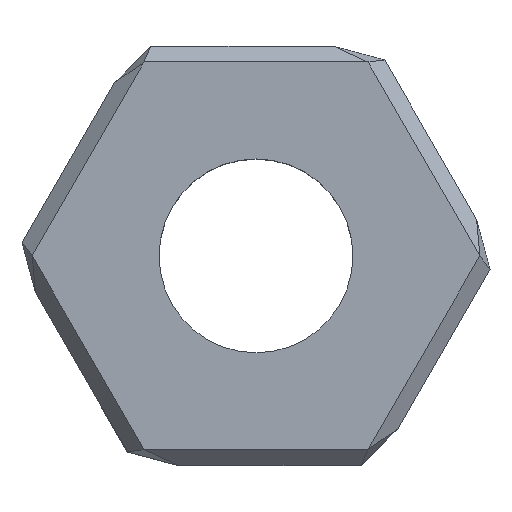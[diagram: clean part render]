
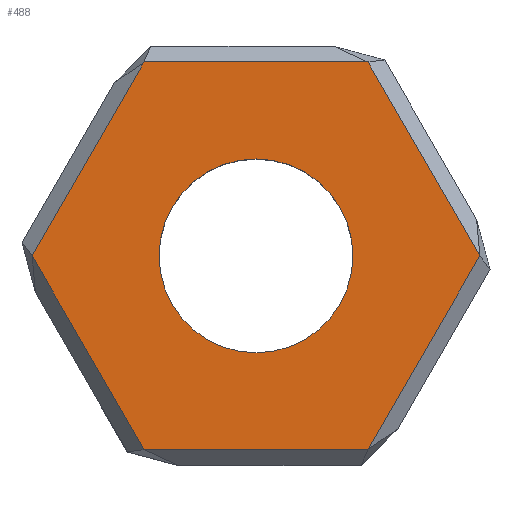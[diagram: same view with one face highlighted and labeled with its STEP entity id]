
A CAD part, top view. The second image highlights one B-rep face of the part: STEP entity #488.
In plain terms, the highlighted planar face has unit normal (0, 0, 1).
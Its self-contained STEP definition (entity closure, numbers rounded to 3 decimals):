
#36 = LINE ( 'NONE', #339, #849 ) ;
#45 = CARTESIAN_POINT ( 'NONE',  ( -2.887, 0., 2.4 ) ) ;
#60 = ORIENTED_EDGE ( 'NONE', *, *, #367, .T. ) ;
#61 = DIRECTION ( 'NONE',  ( 0., 0., 1. ) ) ;
#62 = DIRECTION ( 'NONE',  ( -0.5, -0.866, 0. ) ) ;
#64 = DIRECTION ( 'NONE',  ( 1., 0., 0. ) ) ;
#66 = LINE ( 'NONE', #208, #441 ) ;
#77 = CARTESIAN_POINT ( 'NONE',  ( 2.887, 0., 2.4 ) ) ;
#78 = VERTEX_POINT ( 'NONE', #760 ) ;
#79 = DIRECTION ( 'NONE',  ( 0., 0., 1. ) ) ;
#80 = CARTESIAN_POINT ( 'NONE',  ( 1.25, 0., 2.4 ) ) ;
#85 = VERTEX_POINT ( 'NONE', #993 ) ;
#86 = DIRECTION ( 'NONE',  ( 0.5, 0.866, 0. ) ) ;
#118 = VERTEX_POINT ( 'NONE', #77 ) ;
#122 = ORIENTED_EDGE ( 'NONE', *, *, #573, .T. ) ;
#126 = CARTESIAN_POINT ( 'NONE',  ( 0., 0., 2.4 ) ) ;
#146 = CARTESIAN_POINT ( 'NONE',  ( 0., 0., 2.4 ) ) ;
#149 = VECTOR ( 'NONE', #629, 1000. ) ;
#160 = VERTEX_POINT ( 'NONE', #80 ) ;
#164 = VECTOR ( 'NONE', #253, 1000. ) ;
#208 = CARTESIAN_POINT ( 'NONE',  ( -2.944, -0.1, 2.4 ) ) ;
#253 = DIRECTION ( 'NONE',  ( -0.5, 0.866, 0. ) ) ;
#265 = AXIS2_PLACEMENT_3D ( 'NONE', #126, #442, #64 ) ;
#271 = CARTESIAN_POINT ( 'NONE',  ( -1.559, 2.5, 2.4 ) ) ;
#282 = ORIENTED_EDGE ( 'NONE', *, *, #920, .T. ) ;
#285 = VERTEX_POINT ( 'NONE', #45 ) ;
#301 = CARTESIAN_POINT ( 'NONE',  ( -1.386, -2.6, 2.4 ) ) ;
#314 = AXIS2_PLACEMENT_3D ( 'NONE', #755, #61, #982 ) ;
#335 = DIRECTION ( 'NONE',  ( 1., 0., 0. ) ) ;
#339 = CARTESIAN_POINT ( 'NONE',  ( 1.559, -2.5, 2.4 ) ) ;
#342 = VECTOR ( 'NONE', #86, 1000. ) ;
#346 = VERTEX_POINT ( 'NONE', #652 ) ;
#367 = EDGE_CURVE ( 'NONE', #907, #285, #66, .T. ) ;
#398 = VERTEX_POINT ( 'NONE', #899 ) ;
#441 = VECTOR ( 'NONE', #62, 1000. ) ;
#442 = DIRECTION ( 'NONE',  ( 0., 0., 1. ) ) ;
#466 = LINE ( 'NONE', #780, #342 ) ;
#473 = CIRCLE ( 'NONE', #265, 1.25 ) ;
#474 = LINE ( 'NONE', #301, #149 ) ;
#487 = CARTESIAN_POINT ( 'NONE',  ( -1.443, 2.5, 2.4 ) ) ;
#488 = ADVANCED_FACE ( 'NONE', ( #774, #927 ), #632, .T. ) ;
#513 = ORIENTED_EDGE ( 'NONE', *, *, #964, .F. ) ;
#536 = EDGE_CURVE ( 'NONE', #285, #346, #474, .T. ) ;
#548 = DIRECTION ( 'NONE',  ( 1., 0., 0. ) ) ;
#558 = ORIENTED_EDGE ( 'NONE', *, *, #800, .F. ) ;
#573 = EDGE_CURVE ( 'NONE', #398, #118, #466, .T. ) ;
#581 = ORIENTED_EDGE ( 'NONE', *, *, #669, .T. ) ;
#582 = LINE ( 'NONE', #731, #164 ) ;
#629 = DIRECTION ( 'NONE',  ( 0.5, -0.866, 0. ) ) ;
#632 = PLANE ( 'NONE',  #928 ) ;
#640 = ORIENTED_EDGE ( 'NONE', *, *, #653, .T. ) ;
#650 = DIRECTION ( 'NONE',  ( -1., 0., 0. ) ) ;
#652 = CARTESIAN_POINT ( 'NONE',  ( -1.443, -2.5, 2.4 ) ) ;
#653 = EDGE_CURVE ( 'NONE', #118, #78, #582, .T. ) ;
#669 = EDGE_CURVE ( 'NONE', #346, #398, #36, .T. ) ;
#681 = EDGE_LOOP ( 'NONE', ( #513, #558 ) ) ;
#686 = EDGE_LOOP ( 'NONE', ( #640, #282, #60, #892, #581, #122 ) ) ;
#720 = CIRCLE ( 'NONE', #314, 1.25 ) ;
#731 = CARTESIAN_POINT ( 'NONE',  ( 1.386, 2.6, 2.4 ) ) ;
#755 = CARTESIAN_POINT ( 'NONE',  ( 0., 0., 2.4 ) ) ;
#760 = CARTESIAN_POINT ( 'NONE',  ( 1.443, 2.5, 2.4 ) ) ;
#774 = FACE_OUTER_BOUND ( 'NONE', #686, .T. ) ;
#780 = CARTESIAN_POINT ( 'NONE',  ( 2.944, 0.1, 2.4 ) ) ;
#800 = EDGE_CURVE ( 'NONE', #85, #160, #720, .T. ) ;
#849 = VECTOR ( 'NONE', #335, 1000. ) ;
#892 = ORIENTED_EDGE ( 'NONE', *, *, #536, .T. ) ;
#899 = CARTESIAN_POINT ( 'NONE',  ( 1.443, -2.5, 2.4 ) ) ;
#907 = VERTEX_POINT ( 'NONE', #487 ) ;
#916 = VECTOR ( 'NONE', #650, 1000. ) ;
#920 = EDGE_CURVE ( 'NONE', #78, #907, #954, .T. ) ;
#927 = FACE_BOUND ( 'NONE', #681, .T. ) ;
#928 = AXIS2_PLACEMENT_3D ( 'NONE', #146, #79, #548 ) ;
#954 = LINE ( 'NONE', #271, #916 ) ;
#964 = EDGE_CURVE ( 'NONE', #160, #85, #473, .T. ) ;
#982 = DIRECTION ( 'NONE',  ( 1., 0., 0. ) ) ;
#993 = CARTESIAN_POINT ( 'NONE',  ( -1.25, 0., 2.4 ) ) ;
